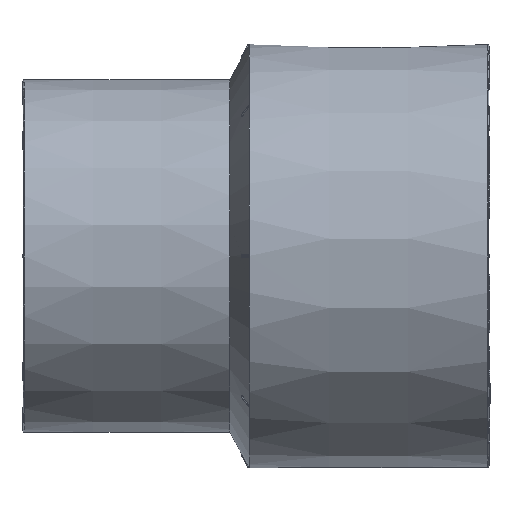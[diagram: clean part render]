
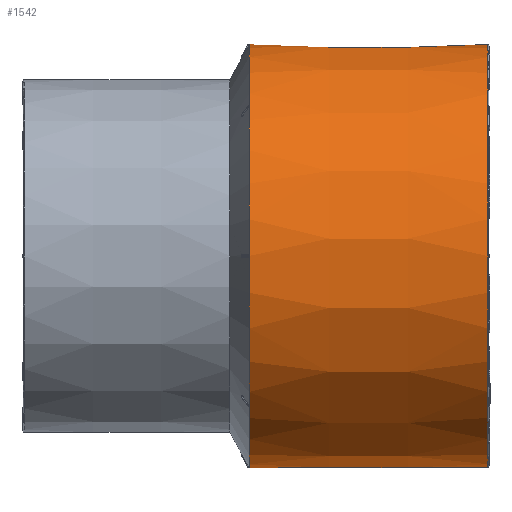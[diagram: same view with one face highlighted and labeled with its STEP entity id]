
A CAD part, left-side view. The second image highlights one B-rep face of the part: STEP entity #1542.
In plain terms, the highlighted conical face has half-angle 0.057 degrees and reference radius 44.999 mm.
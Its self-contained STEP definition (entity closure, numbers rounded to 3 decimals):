
#178=CONICAL_SURFACE('',#25131,45.,0.057);
#1542=ADVANCED_FACE('',(#6898,#6899),#178,.T.);
#6748=CIRCLE('',#25129,45.);
#6749=CIRCLE('',#25130,45.05);
#6898=FACE_BOUND('',#7001,.T.);
#6899=FACE_BOUND('',#7002,.T.);
#7001=EDGE_LOOP('',(#9377));
#7002=EDGE_LOOP('',(#9378));
#9377=ORIENTED_EDGE('',*,*,#19699,.T.);
#9378=ORIENTED_EDGE('',*,*,#19700,.T.);
#17099=VERTEX_POINT('',#36612);
#17100=VERTEX_POINT('',#36614);
#19699=EDGE_CURVE('',#17099,#17099,#6748,.T.);
#19700=EDGE_CURVE('',#17100,#17100,#6749,.T.);
#25129=AXIS2_PLACEMENT_3D('',#36611,#26857,#26858);
#25130=AXIS2_PLACEMENT_3D('',#36613,#26859,#26860);
#25131=AXIS2_PLACEMENT_3D('',#36615,#26861,#26862);
#26857=DIRECTION('',(0.,1.,0.));
#26858=DIRECTION('',(0.,0.,-1.));
#26859=DIRECTION('',(0.,-1.,0.));
#26860=DIRECTION('',(0.,0.,-1.));
#26861=DIRECTION('',(0.,1.,0.));
#26862=DIRECTION('',(0.,0.,1.));
#36611=CARTESIAN_POINT('',(8509.939,-800.805,-146.));
#36612=CARTESIAN_POINT('',(8509.939,-800.805,-191.));
#36613=CARTESIAN_POINT('',(8509.939,-750.055,-146.));
#36614=CARTESIAN_POINT('',(8509.939,-750.055,-191.05));
#36615=CARTESIAN_POINT('',(8509.939,-801.055,-146.));
